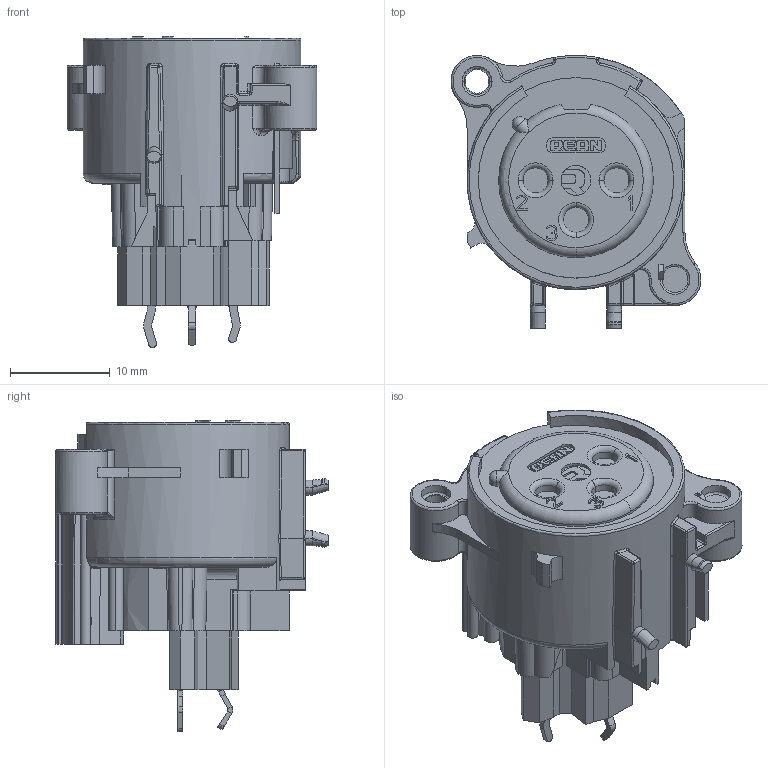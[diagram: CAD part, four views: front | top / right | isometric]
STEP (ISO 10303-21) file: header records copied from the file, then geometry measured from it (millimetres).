
FILE_DESCRIPTION((''),'2;1');
FILE_NAME('RRX3F-AA-012','2024-04-29T13:55:41',('summer.xia'),(''),'CREO PARAMETRIC BY PTC INC, 2023424','CREO PARAMETRIC BY PTC INC, 2023424','');
FILE_SCHEMA(('CONFIG_CONTROL_DESIGN'));
Length unit declared in the file: millimetre
Products named in the file (1): RRX3F-AA-012
Bounding box: 25 x 27.3 x 31.11 mm (x, y, z)
Volume: 7642.8 mm3; surface area: 3537 mm2
Topology: 1 solids, 7 shells, 819 faces, 2337 edges, 1570 vertices
Faces by surface type: plane 461, cylinder 206, torus 52, bspline 38, extrusion 27, sphere 19, cone 16
Entity records: 29452 total; most frequent: CARTESIAN_POINT 8560, ORIENTED_EDGE 4560, DIRECTION 4068, EDGE_CURVE 2280, VERTEX_POINT 1496, VECTOR 1424, LINE 1397, AXIS2_PLACEMENT_3D 1322
